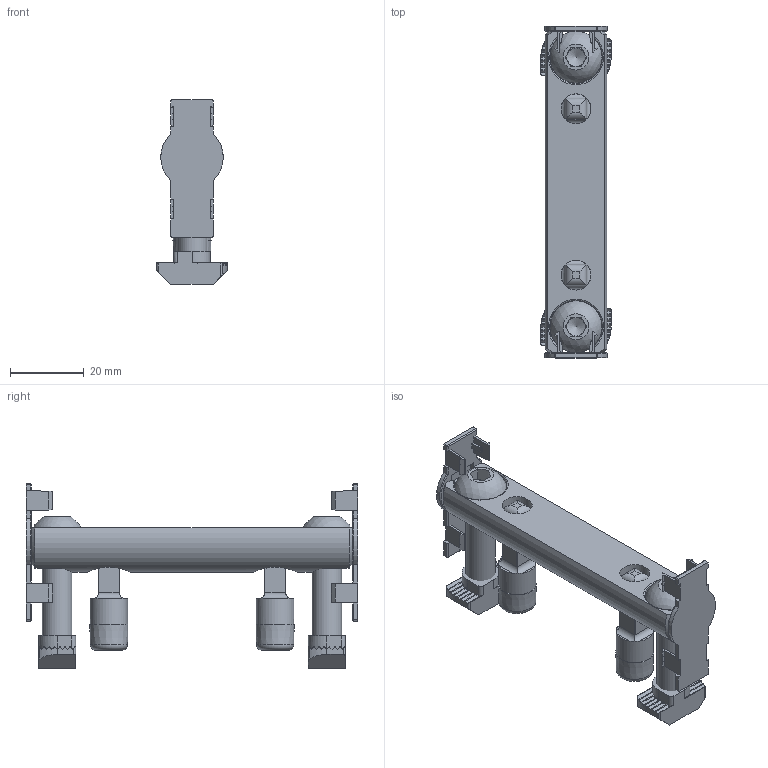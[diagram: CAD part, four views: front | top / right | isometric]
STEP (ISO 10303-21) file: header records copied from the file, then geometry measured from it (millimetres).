
FILE_DESCRIPTION(('STEP AP203'),'1');
FILE_NAME('FIXE10B1288.stp','2023-10-17T15:21:42',(' '),(' '),'Spatial InterOp 3D',' ',' ');
FILE_SCHEMA(('CONFIG_CONTROL_DESIGN'));
Length unit declared in the file: millimetre
Products named in the file (6): Jonction à boulons 10 90; Embout; NS10TRM8; VBHCM8X35; PINOCHE; Corps
Assembly tree (9 placements, depth 2):
  Jonction à boulons 10 90
    Embout  x2
    NS10TRM8  x2
    VBHCM8X35  x2
    PINOCHE  x2
    Corps
Bounding box: 19 x 89.8 x 50 mm (x, y, z)
Volume: 22187 mm3; surface area: 14104.9 mm2
Topology: 9 solids, 9 shells, 496 faces, 1322 edges, 844 vertices
Faces by surface type: plane 333, cylinder 131, torus 10, sphere 10, cone 10, bspline 2
Full cylindrical faces by diameter (mm): 6.647 x2, 8 x2, 8.1 x2, 10.1 x2, 14 x2
Entity records: 9248 total; most frequent: CARTESIAN_POINT 1968, ORIENTED_EDGE 1356, DIRECTION 1322, EDGE_CURVE 678, LINE 456, VECTOR 456, VERTEX_POINT 443, AXIS2_PLACEMENT_3D 433
